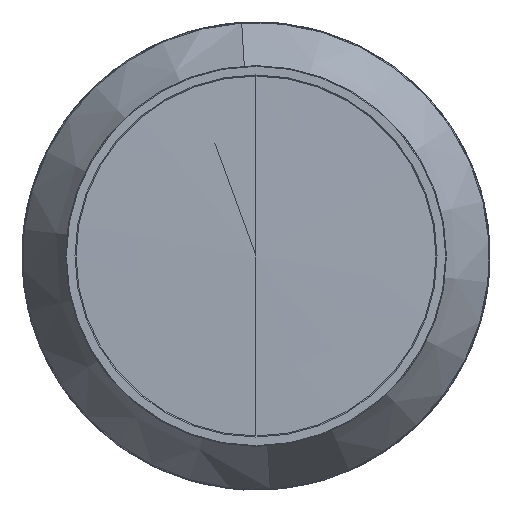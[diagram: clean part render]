
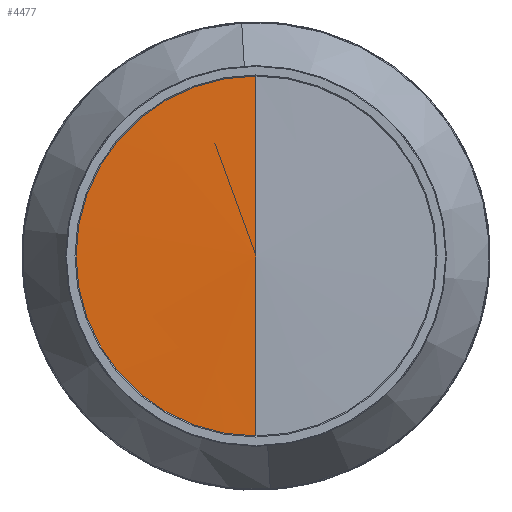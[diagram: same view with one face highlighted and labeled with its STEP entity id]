
A CAD part, left-side view. The second image highlights one B-rep face of the part: STEP entity #4477.
In plain terms, the highlighted conical face has half-angle 89.005 degrees and reference radius 50.171 mm.
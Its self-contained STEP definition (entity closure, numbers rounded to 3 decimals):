
#216 = CARTESIAN_POINT ( 'NONE',  ( 0.871, 0., 0. ) ) ;
#320 = DIRECTION ( 'NONE',  ( 0.017, 0., 1. ) ) ;
#533 = DIRECTION ( 'NONE',  ( 0., 0., -1. ) ) ;
#821 = CARTESIAN_POINT ( 'NONE',  ( 0.871, 0., -50.171 ) ) ;
#969 = ORIENTED_EDGE ( 'NONE', *, *, #4704, .F. ) ;
#980 = DIRECTION ( 'NONE',  ( 1., 0., 0. ) ) ;
#1259 = AXIS2_PLACEMENT_3D ( 'NONE', #216, #980, #4665 ) ;
#1357 = VERTEX_POINT ( 'NONE', #2448 ) ;
#1635 = FACE_OUTER_BOUND ( 'NONE', #2938, .T. ) ;
#1659 = DIRECTION ( 'NONE',  ( 1., 0., 0. ) ) ;
#1715 = VERTEX_POINT ( 'NONE', #3477 ) ;
#1828 = VECTOR ( 'NONE', #320, 1000. ) ;
#2287 = CARTESIAN_POINT ( 'NONE',  ( 0.871, 0., 50.171 ) ) ;
#2407 = CARTESIAN_POINT ( 'NONE',  ( 0.853, 0., 49.15 ) ) ;
#2448 = CARTESIAN_POINT ( 'NONE',  ( 0.853, 0., -49.15 ) ) ;
#2772 = CARTESIAN_POINT ( 'NONE',  ( 0.853, 0., 0. ) ) ;
#2911 = VECTOR ( 'NONE', #3066, 1000. ) ;
#2938 = EDGE_LOOP ( 'NONE', ( #969, #4639, #3295 ) ) ;
#3027 = LINE ( 'NONE', #821, #2911 ) ;
#3066 = DIRECTION ( 'NONE',  ( 0.017, 0., -1. ) ) ;
#3106 = VERTEX_POINT ( 'NONE', #2407 ) ;
#3295 = ORIENTED_EDGE ( 'NONE', *, *, #3761, .F. ) ;
#3477 = CARTESIAN_POINT ( 'NONE',  ( 0., 0., 0. ) ) ;
#3761 = EDGE_CURVE ( 'NONE', #1357, #3106, #4543, .T. ) ;
#4019 = CONICAL_SURFACE ( 'NONE', #1259, 50.171, 1.553 ) ;
#4219 = LINE ( 'NONE', #2287, #1828 ) ;
#4477 = ADVANCED_FACE ( 'NONE', ( #1635 ), #4019, .T. ) ;
#4543 = CIRCLE ( 'NONE', #4784, 49.15 ) ;
#4639 = ORIENTED_EDGE ( 'NONE', *, *, #4773, .T. ) ;
#4665 = DIRECTION ( 'NONE',  ( 0., 0., -1. ) ) ;
#4704 = EDGE_CURVE ( 'NONE', #1715, #1357, #3027, .T. ) ;
#4773 = EDGE_CURVE ( 'NONE', #1715, #3106, #4219, .T. ) ;
#4784 = AXIS2_PLACEMENT_3D ( 'NONE', #2772, #1659, #533 ) ;
